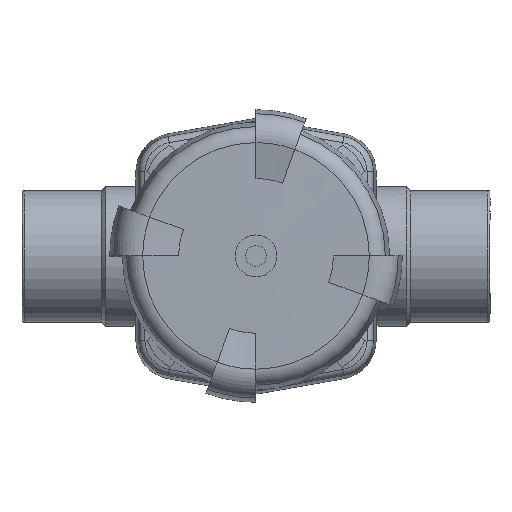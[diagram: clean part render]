
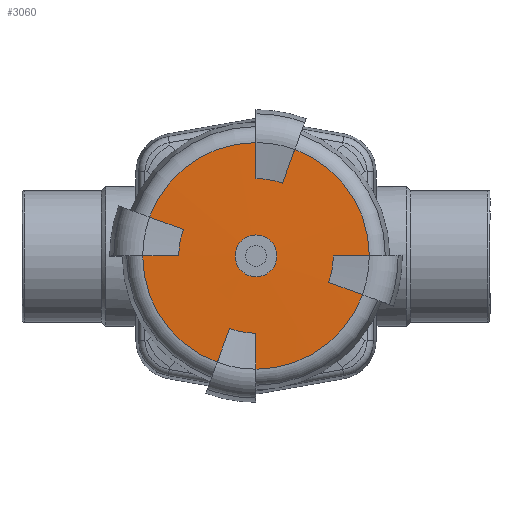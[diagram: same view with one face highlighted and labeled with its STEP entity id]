
A CAD part, top view. The second image highlights one B-rep face of the part: STEP entity #3060.
In plain terms, the highlighted conical face has half-angle 89 degrees and reference radius 32.131 mm.
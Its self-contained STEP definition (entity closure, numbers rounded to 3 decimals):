
#34=CONICAL_SURFACE($,#3315,32.131,89.);
#96=FACE_BOUND($,#512,.T.);
#315=FACE_OUTER_BOUND($,#511,.T.);
#511=EDGE_LOOP($,(#2344));
#512=EDGE_LOOP($,(#2345,#2346,#2347,#2348,#2349,#2350,#2351,#2352,#2353,
#2354,#2355,#2356,#2357,#2358,#2359,#2360));
#729=LINE($,#6586,#941);
#730=LINE($,#6590,#942);
#731=LINE($,#6594,#943);
#732=LINE($,#6598,#944);
#733=LINE($,#6602,#945);
#734=LINE($,#6606,#946);
#735=LINE($,#6610,#947);
#736=LINE($,#6614,#948);
#941=VECTOR($,#3907,17.247);
#942=VECTOR($,#3910,17.247);
#943=VECTOR($,#3913,17.247);
#944=VECTOR($,#3916,17.247);
#945=VECTOR($,#3919,17.247);
#946=VECTOR($,#3922,17.247);
#947=VECTOR($,#3925,17.247);
#948=VECTOR($,#3928,17.247);
#1129=CIRCLE($,#3314,10.017);
#1130=CIRCLE($,#3316,54.245);
#1131=CIRCLE($,#3317,37.);
#1132=CIRCLE($,#3318,54.245);
#1133=CIRCLE($,#3319,37.);
#1134=CIRCLE($,#3320,54.245);
#1135=CIRCLE($,#3321,37.);
#1136=CIRCLE($,#3322,54.245);
#1137=CIRCLE($,#3323,37.);
#1366=VERTEX_POINT($,#6581);
#1367=VERTEX_POINT($,#6584);
#1368=VERTEX_POINT($,#6585);
#1369=VERTEX_POINT($,#6587);
#1370=VERTEX_POINT($,#6589);
#1371=VERTEX_POINT($,#6591);
#1372=VERTEX_POINT($,#6593);
#1373=VERTEX_POINT($,#6595);
#1374=VERTEX_POINT($,#6597);
#1375=VERTEX_POINT($,#6599);
#1376=VERTEX_POINT($,#6601);
#1377=VERTEX_POINT($,#6603);
#1378=VERTEX_POINT($,#6605);
#1379=VERTEX_POINT($,#6607);
#1380=VERTEX_POINT($,#6609);
#1381=VERTEX_POINT($,#6611);
#1382=VERTEX_POINT($,#6613);
#1729=EDGE_CURVE($,#1366,#1366,#1129,.T.);
#1730=EDGE_CURVE($,#1367,#1368,#729,.T.);
#1731=EDGE_CURVE($,#1369,#1368,#1130,.T.);
#1732=EDGE_CURVE($,#1369,#1370,#730,.T.);
#1733=EDGE_CURVE($,#1371,#1370,#1131,.T.);
#1734=EDGE_CURVE($,#1371,#1372,#731,.T.);
#1735=EDGE_CURVE($,#1373,#1372,#1132,.T.);
#1736=EDGE_CURVE($,#1373,#1374,#732,.T.);
#1737=EDGE_CURVE($,#1375,#1374,#1133,.T.);
#1738=EDGE_CURVE($,#1375,#1376,#733,.T.);
#1739=EDGE_CURVE($,#1377,#1376,#1134,.T.);
#1740=EDGE_CURVE($,#1377,#1378,#734,.T.);
#1741=EDGE_CURVE($,#1378,#1379,#1135,.T.);
#1742=EDGE_CURVE($,#1379,#1380,#735,.T.);
#1743=EDGE_CURVE($,#1381,#1380,#1136,.T.);
#1744=EDGE_CURVE($,#1381,#1382,#736,.T.);
#1745=EDGE_CURVE($,#1382,#1367,#1137,.T.);
#2344=ORIENTED_EDGE($,*,*,#1729,.T.);
#2345=ORIENTED_EDGE($,*,*,#1730,.T.);
#2346=ORIENTED_EDGE($,*,*,#1731,.F.);
#2347=ORIENTED_EDGE($,*,*,#1732,.T.);
#2348=ORIENTED_EDGE($,*,*,#1733,.F.);
#2349=ORIENTED_EDGE($,*,*,#1734,.T.);
#2350=ORIENTED_EDGE($,*,*,#1735,.F.);
#2351=ORIENTED_EDGE($,*,*,#1736,.T.);
#2352=ORIENTED_EDGE($,*,*,#1737,.F.);
#2353=ORIENTED_EDGE($,*,*,#1738,.T.);
#2354=ORIENTED_EDGE($,*,*,#1739,.F.);
#2355=ORIENTED_EDGE($,*,*,#1740,.T.);
#2356=ORIENTED_EDGE($,*,*,#1741,.T.);
#2357=ORIENTED_EDGE($,*,*,#1742,.T.);
#2358=ORIENTED_EDGE($,*,*,#1743,.F.);
#2359=ORIENTED_EDGE($,*,*,#1744,.T.);
#2360=ORIENTED_EDGE($,*,*,#1745,.T.);
#3060=ADVANCED_FACE($,(#315,#96),#34,.T.);
#3314=AXIS2_PLACEMENT_3D($,#6582,#3903,#3904);
#3315=AXIS2_PLACEMENT_3D($,#6583,#3905,#3906);
#3316=AXIS2_PLACEMENT_3D($,#6588,#3908,#3909);
#3317=AXIS2_PLACEMENT_3D($,#6592,#3911,#3912);
#3318=AXIS2_PLACEMENT_3D($,#6596,#3914,#3915);
#3319=AXIS2_PLACEMENT_3D($,#6600,#3917,#3918);
#3320=AXIS2_PLACEMENT_3D($,#6604,#3920,#3921);
#3321=AXIS2_PLACEMENT_3D($,#6608,#3923,#3924);
#3322=AXIS2_PLACEMENT_3D($,#6612,#3926,#3927);
#3323=AXIS2_PLACEMENT_3D($,#6615,#3929,#3930);
#3903=DIRECTION('center_axis',(0.,0.,-1.));
#3904=DIRECTION('ref_axis',(1.,0.,0.));
#3905=DIRECTION('center_axis',(0.,0.,-1.));
#3906=DIRECTION('ref_axis',(1.,0.,0.));
#3907=DIRECTION($,(-1.,0.,-0.017));
#3908=DIRECTION('center_axis',(0.,0.,-1.));
#3909=DIRECTION('ref_axis',(1.,0.,0.));
#3910=DIRECTION($,(0.342,0.94,0.017));
#3911=DIRECTION('center_axis',(0.,0.,-1.));
#3912=DIRECTION('ref_axis',(0.,-1.,0.));
#3913=DIRECTION($,(0.,-1.,-0.017));
#3914=DIRECTION('center_axis',(0.,0.,-1.));
#3915=DIRECTION('ref_axis',(1.,0.,0.));
#3916=DIRECTION($,(-0.94,0.342,0.017));
#3917=DIRECTION('center_axis',(0.,0.,-1.));
#3918=DIRECTION('ref_axis',(1.,0.,0.));
#3919=DIRECTION($,(1.,0.,-0.017));
#3920=DIRECTION('center_axis',(0.,0.,-1.));
#3921=DIRECTION('ref_axis',(1.,0.,0.));
#3922=DIRECTION($,(-0.342,-0.94,0.017));
#3923=DIRECTION('center_axis',(0.,0.,1.));
#3924=DIRECTION('ref_axis',(0.,1.,0.));
#3925=DIRECTION($,(0.,1.,-0.017));
#3926=DIRECTION('center_axis',(0.,0.,-1.));
#3927=DIRECTION('ref_axis',(1.,0.,0.));
#3928=DIRECTION($,(0.94,-0.342,0.017));
#3929=DIRECTION('center_axis',(0.,0.,1.));
#3930=DIRECTION('ref_axis',(-1.,0.,0.));
#6581=CARTESIAN_POINT('',(-10.017,0.,136.825));
#6582=CARTESIAN_POINT('Origin',(0.,0.,136.825));
#6583=CARTESIAN_POINT('Origin',(0.,0.,136.439));
#6584=CARTESIAN_POINT('',(-37.,0.,136.354));
#6585=CARTESIAN_POINT('',(-54.245,0.,136.053));
#6586=CARTESIAN_POINT($,(-37.,0.,136.354));
#6587=CARTESIAN_POINT('',(-18.553,-50.973,136.053));
#6588=CARTESIAN_POINT('Origin',(0.,0.,136.053));
#6589=CARTESIAN_POINT('',(-12.655,-34.769,136.354));
#6590=CARTESIAN_POINT($,(-18.553,-50.973,136.053));
#6591=CARTESIAN_POINT('',(0.,-37.,136.354));
#6592=CARTESIAN_POINT('Origin',(0.,0.,136.354));
#6593=CARTESIAN_POINT('',(0.,-54.245,136.053));
#6594=CARTESIAN_POINT($,(0.,-37.,136.354));
#6595=CARTESIAN_POINT('',(50.973,-18.553,136.053));
#6596=CARTESIAN_POINT('Origin',(0.,0.,136.053));
#6597=CARTESIAN_POINT('',(34.769,-12.655,136.354));
#6598=CARTESIAN_POINT($,(50.973,-18.553,136.053));
#6599=CARTESIAN_POINT('',(37.,0.,136.354));
#6600=CARTESIAN_POINT('Origin',(0.,0.,136.354));
#6601=CARTESIAN_POINT('',(54.245,0.,136.053));
#6602=CARTESIAN_POINT($,(37.,0.,136.354));
#6603=CARTESIAN_POINT('',(18.553,50.973,136.053));
#6604=CARTESIAN_POINT('Origin',(0.,0.,136.053));
#6605=CARTESIAN_POINT('',(12.655,34.769,136.354));
#6606=CARTESIAN_POINT($,(18.553,50.973,136.053));
#6607=CARTESIAN_POINT('',(0.,37.,136.354));
#6608=CARTESIAN_POINT('Origin',(0.,0.,136.354));
#6609=CARTESIAN_POINT('',(0.,54.245,136.053));
#6610=CARTESIAN_POINT($,(0.,37.,136.354));
#6611=CARTESIAN_POINT('',(-50.973,18.553,136.053));
#6612=CARTESIAN_POINT('Origin',(0.,0.,136.053));
#6613=CARTESIAN_POINT('',(-34.769,12.655,136.354));
#6614=CARTESIAN_POINT($,(-50.973,18.553,136.053));
#6615=CARTESIAN_POINT('Origin',(0.,0.,136.354));
